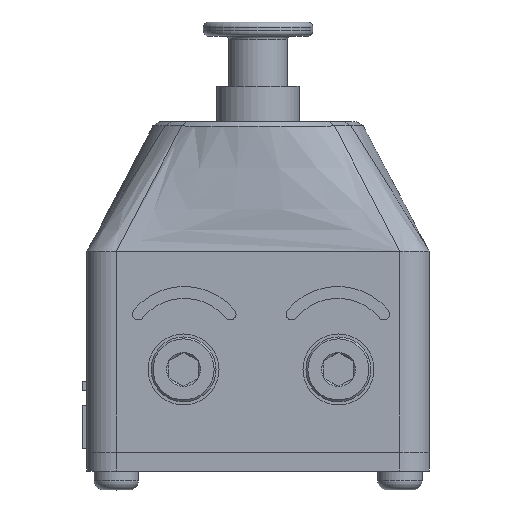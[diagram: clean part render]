
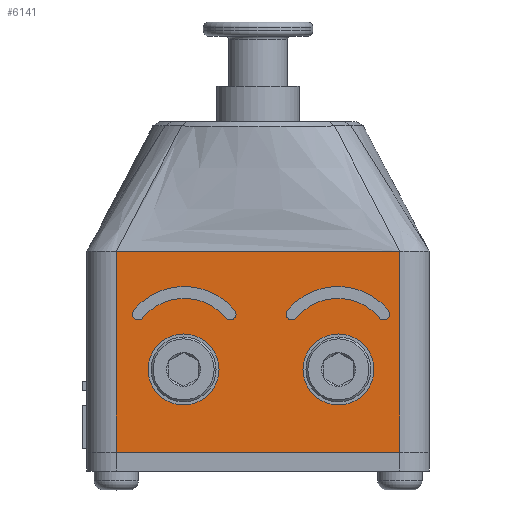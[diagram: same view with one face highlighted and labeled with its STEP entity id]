
A CAD part, left-side view. The second image highlights one B-rep face of the part: STEP entity #6141.
In plain terms, the highlighted planar face has unit normal (-1, 0, 0).
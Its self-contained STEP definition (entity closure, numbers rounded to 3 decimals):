
#330=FACE_BOUND('',#1319,.T.);
#331=FACE_BOUND('',#1320,.T.);
#332=FACE_BOUND('',#1321,.T.);
#333=FACE_BOUND('',#1322,.T.);
#527=CIRCLE('',#6624,5.545);
#529=CIRCLE('',#6627,0.5);
#531=CIRCLE('',#6630,4.545);
#533=CIRCLE('',#6633,0.5);
#535=CIRCLE('',#6637,5.543);
#537=CIRCLE('',#6640,0.5);
#539=CIRCLE('',#6643,4.543);
#541=CIRCLE('',#6646,0.5);
#575=CIRCLE('',#6703,3.);
#585=CIRCLE('',#6720,3.);
#923=FACE_OUTER_BOUND('',#1318,.T.);
#1318=EDGE_LOOP('',(#5547,#5548,#5549,#5550));
#1319=EDGE_LOOP('',(#5551,#5552,#5553,#5554));
#1320=EDGE_LOOP('',(#5555,#5556,#5557,#5558));
#1321=EDGE_LOOP('',(#5559));
#1322=EDGE_LOOP('',(#5560));
#1850=LINE('',#12798,#2425);
#1864=LINE('',#12873,#2439);
#1901=LINE('',#13103,#2476);
#1902=LINE('',#13104,#2477);
#2425=VECTOR('',#8138,10.);
#2439=VECTOR('',#8168,10.);
#2476=VECTOR('',#8307,2.5);
#2477=VECTOR('',#8308,10.);
#2917=VERTEX_POINT('',#12209);
#2918=VERTEX_POINT('',#12210);
#2921=VERTEX_POINT('',#12218);
#2923=VERTEX_POINT('',#12224);
#2925=VERTEX_POINT('',#12234);
#2926=VERTEX_POINT('',#12235);
#2929=VERTEX_POINT('',#12243);
#2931=VERTEX_POINT('',#12249);
#2969=VERTEX_POINT('',#12621);
#2994=VERTEX_POINT('',#12795);
#2995=VERTEX_POINT('',#12797);
#3008=VERTEX_POINT('',#12872);
#3014=VERTEX_POINT('',#12976);
#3032=VERTEX_POINT('',#13028);
#3699=EDGE_CURVE('',#2917,#2918,#527,.T.);
#3703=EDGE_CURVE('',#2921,#2917,#529,.T.);
#3706=EDGE_CURVE('',#2923,#2921,#531,.T.);
#3709=EDGE_CURVE('',#2918,#2923,#533,.T.);
#3711=EDGE_CURVE('',#2925,#2926,#535,.T.);
#3715=EDGE_CURVE('',#2929,#2925,#537,.T.);
#3718=EDGE_CURVE('',#2931,#2929,#539,.T.);
#3721=EDGE_CURVE('',#2926,#2931,#541,.T.);
#3809=EDGE_CURVE('',#2995,#2994,#1850,.T.);
#3828=EDGE_CURVE('',#2969,#3008,#1864,.T.);
#3842=EDGE_CURVE('',#3014,#3014,#575,.T.);
#3864=EDGE_CURVE('',#3032,#3032,#585,.T.);
#3889=EDGE_CURVE('',#2995,#2969,#1901,.T.);
#3890=EDGE_CURVE('',#3008,#2994,#1902,.T.);
#5547=ORIENTED_EDGE('',*,*,#3828,.F.);
#5548=ORIENTED_EDGE('',*,*,#3889,.F.);
#5549=ORIENTED_EDGE('',*,*,#3809,.T.);
#5550=ORIENTED_EDGE('',*,*,#3890,.F.);
#5551=ORIENTED_EDGE('',*,*,#3699,.T.);
#5552=ORIENTED_EDGE('',*,*,#3709,.T.);
#5553=ORIENTED_EDGE('',*,*,#3706,.T.);
#5554=ORIENTED_EDGE('',*,*,#3703,.T.);
#5555=ORIENTED_EDGE('',*,*,#3711,.T.);
#5556=ORIENTED_EDGE('',*,*,#3721,.T.);
#5557=ORIENTED_EDGE('',*,*,#3718,.T.);
#5558=ORIENTED_EDGE('',*,*,#3715,.T.);
#5559=ORIENTED_EDGE('',*,*,#3864,.T.);
#5560=ORIENTED_EDGE('',*,*,#3842,.T.);
#5802=PLANE('',#6743);
#6141=ADVANCED_FACE('',(#923,#330,#331,#332,#333),#5802,.T.);
#6624=AXIS2_PLACEMENT_3D('',#12211,#7963,#7964);
#6627=AXIS2_PLACEMENT_3D('',#12219,#7971,#7972);
#6630=AXIS2_PLACEMENT_3D('',#12225,#7978,#7979);
#6633=AXIS2_PLACEMENT_3D('',#12230,#7985,#7986);
#6637=AXIS2_PLACEMENT_3D('',#12236,#7993,#7994);
#6640=AXIS2_PLACEMENT_3D('',#12244,#8001,#8002);
#6643=AXIS2_PLACEMENT_3D('',#12250,#8008,#8009);
#6646=AXIS2_PLACEMENT_3D('',#12255,#8015,#8016);
#6703=AXIS2_PLACEMENT_3D('',#12978,#8197,#8198);
#6720=AXIS2_PLACEMENT_3D('',#13029,#8241,#8242);
#6743=AXIS2_PLACEMENT_3D('',#13102,#8305,#8306);
#7963=DIRECTION('center_axis',(1.,0.,0.));
#7964=DIRECTION('ref_axis',(0.,-0.77,0.638));
#7971=DIRECTION('center_axis',(1.,0.,0.));
#7972=DIRECTION('ref_axis',(0.,0.77,0.638));
#7978=DIRECTION('center_axis',(-1.,0.,
0.));
#7979=DIRECTION('ref_axis',(0.,-0.77,0.638));
#7985=DIRECTION('center_axis',(1.,0.,0.));
#7986=DIRECTION('ref_axis',(0.,0.77,-0.638));
#7993=DIRECTION('center_axis',(1.,0.,0.));
#7994=DIRECTION('ref_axis',(0.,-0.77,0.638));
#8001=DIRECTION('center_axis',(1.,0.,0.));
#8002=DIRECTION('ref_axis',(0.,0.77,0.638));
#8008=DIRECTION('center_axis',(-1.,0.,
0.));
#8009=DIRECTION('ref_axis',(0.,-0.77,0.638));
#8015=DIRECTION('center_axis',(1.,0.,0.));
#8016=DIRECTION('ref_axis',(0.,0.77,-0.638));
#8138=DIRECTION('',(0.,-1.,0.));
#8168=DIRECTION('',(0.,-1.,0.));
#8197=DIRECTION('center_axis',(1.,0.,0.));
#8198=DIRECTION('ref_axis',(0.,0.,1.));
#8241=DIRECTION('center_axis',(1.,0.,0.));
#8242=DIRECTION('ref_axis',(0.,-1.,0.));
#8305=DIRECTION('center_axis',(-1.,0.,
0.));
#8306=DIRECTION('ref_axis',(0.,0.,1.));
#8307=DIRECTION('',(0.,0.,1.));
#8308=DIRECTION('',(0.,0.,-1.));
#12209=CARTESIAN_POINT('',(-22.817,24.689,-1.399));
#12210=CARTESIAN_POINT('',(-22.817,16.148,-1.399));
#12211=CARTESIAN_POINT('Origin',(-22.817,20.418,-4.936));
#12218=CARTESIAN_POINT('',(-22.817,23.918,-2.037));
#12219=CARTESIAN_POINT('Origin',(-22.817,24.303,-1.718));
#12224=CARTESIAN_POINT('',(-22.817,16.918,-2.037));
#12225=CARTESIAN_POINT('Origin',(-22.817,20.418,-4.936));
#12230=CARTESIAN_POINT('Origin',(-22.817,16.533,-1.718));
#12234=CARTESIAN_POINT('',(-22.817,11.689,-1.399));
#12235=CARTESIAN_POINT('',(-22.817,3.148,-1.399));
#12236=CARTESIAN_POINT('Origin',(-22.817,7.418,-4.933));
#12243=CARTESIAN_POINT('',(-22.817,10.918,-2.037));
#12244=CARTESIAN_POINT('Origin',(-22.817,11.304,-1.718));
#12249=CARTESIAN_POINT('',(-22.817,3.918,-2.037));
#12250=CARTESIAN_POINT('Origin',(-22.817,7.418,-4.933));
#12255=CARTESIAN_POINT('Origin',(-22.817,3.533,-1.718));
#12621=CARTESIAN_POINT('',(-22.817,26.169,3.596));
#12795=CARTESIAN_POINT('',(-22.817,2.169,-13.404));
#12797=CARTESIAN_POINT('',(-22.817,26.169,-13.404));
#12798=CARTESIAN_POINT('',(-22.817,2.669,-13.404));
#12872=CARTESIAN_POINT('',(-22.817,2.169,3.596));
#12873=CARTESIAN_POINT('',(-22.817,13.669,3.596));
#12976=CARTESIAN_POINT('',(-22.817,23.469,-6.404));
#12978=CARTESIAN_POINT('Origin',(-22.817,20.469,-6.404));
#13028=CARTESIAN_POINT('',(-22.817,10.368,-6.404));
#13029=CARTESIAN_POINT('Origin',(-22.817,7.368,-6.404));
#13102=CARTESIAN_POINT('Origin',(-22.817,13.169,3.146));
#13103=CARTESIAN_POINT('',(-22.817,26.169,0.696));
#13104=CARTESIAN_POINT('',(-22.817,2.169,-14.804));
